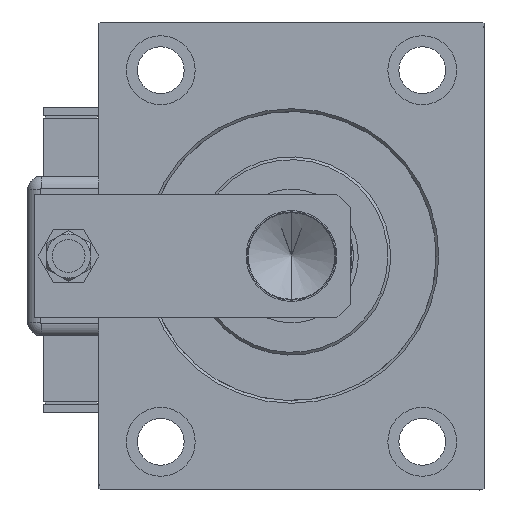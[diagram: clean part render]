
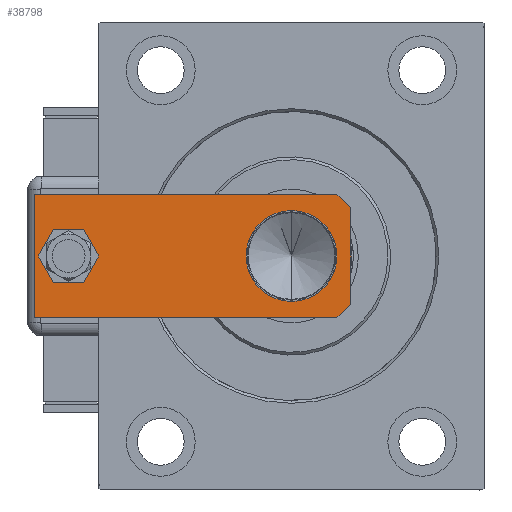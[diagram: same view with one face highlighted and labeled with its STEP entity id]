
A CAD part, left-side view. The second image highlights one B-rep face of the part: STEP entity #38798.
In plain terms, the highlighted face is planar.
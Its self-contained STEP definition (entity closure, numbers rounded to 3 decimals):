
#2572 = CARTESIAN_POINT ( 'NONE',  ( 16.5, 21.5, 0. ) ) ;
#3375 = CARTESIAN_POINT ( 'NONE',  ( 17.5, 0., 0. ) ) ;
#3917 = ORIENTED_EDGE ( 'NONE', *, *, #18403, .T. ) ;
#4096 = AXIS2_PLACEMENT_3D ( 'NONE', #23615, #10591, #29062 ) ;
#5095 = DIRECTION ( 'NONE',  ( 0., -1., 0. ) ) ;
#5695 = CARTESIAN_POINT ( 'NONE',  ( -22.5, 115., 0. ) ) ;
#6739 = ORIENTED_EDGE ( 'NONE', *, *, #22996, .F. ) ;
#6937 = CARTESIAN_POINT ( 'NONE',  ( 22.5, 115., 0. ) ) ;
#8791 = ORIENTED_EDGE ( 'NONE', *, *, #20610, .T. ) ;
#10358 = CARTESIAN_POINT ( 'NONE',  ( 22.5, 5., 0. ) ) ;
#10489 = ORIENTED_EDGE ( 'NONE', *, *, #18354, .T. ) ;
#10591 = DIRECTION ( 'NONE',  ( 0., 0., 1. ) ) ;
#12009 = DIRECTION ( 'NONE',  ( 1., 0., 0. ) ) ;
#12320 = CARTESIAN_POINT ( 'NONE',  ( -22.5, 0., 0. ) ) ;
#12988 = VECTOR ( 'NONE', #27164, 1000. ) ;
#13269 = LINE ( 'NONE', #31742, #18649 ) ;
#15155 = ORIENTED_EDGE ( 'NONE', *, *, #27372, .T. ) ;
#15265 = VERTEX_POINT ( 'NONE', #27054 ) ;
#15933 = CIRCLE ( 'NONE', #20790, 16.5 ) ;
#16004 = CARTESIAN_POINT ( 'NONE',  ( -7., 102.5, 0. ) ) ;
#16581 = LINE ( 'NONE', #21718, #54554 ) ;
#16753 = VECTOR ( 'NONE', #31715, 1000. ) ;
#16789 = VECTOR ( 'NONE', #5095, 1000. ) ;
#17239 = DIRECTION ( 'NONE',  ( 1., 0., 0. ) ) ;
#17818 = CARTESIAN_POINT ( 'NONE',  ( 0., 21.5, 0. ) ) ;
#18354 = EDGE_CURVE ( 'NONE', #37821, #36426, #18608, .T. ) ;
#18387 = ORIENTED_EDGE ( 'NONE', *, *, #49677, .F. ) ;
#18403 = EDGE_CURVE ( 'NONE', #39188, #54908, #25419, .T. ) ;
#18608 = CIRCLE ( 'NONE', #4096, 7. ) ;
#18649 = VECTOR ( 'NONE', #31139, 1000. ) ;
#19349 = CARTESIAN_POINT ( 'NONE',  ( -22.5, 115., 0. ) ) ;
#19394 = EDGE_CURVE ( 'NONE', #41973, #43353, #13269, .T. ) ;
#20142 = ORIENTED_EDGE ( 'NONE', *, *, #19394, .F. ) ;
#20478 = CARTESIAN_POINT ( 'NONE',  ( -22.5, 5., 0. ) ) ;
#20610 = EDGE_CURVE ( 'NONE', #15265, #52354, #41402, .T. ) ;
#20790 = AXIS2_PLACEMENT_3D ( 'NONE', #17818, #35401, #17239 ) ;
#21121 = DIRECTION ( 'NONE',  ( 0., 0., 1. ) ) ;
#21655 = ORIENTED_EDGE ( 'NONE', *, *, #51932, .T. ) ;
#21718 = CARTESIAN_POINT ( 'NONE',  ( 22.5, 5., 0. ) ) ;
#22040 = CARTESIAN_POINT ( 'NONE',  ( 22.5, 115., 0. ) ) ;
#22944 = EDGE_LOOP ( 'NONE', ( #10489, #59671 ) ) ;
#22994 = LINE ( 'NONE', #19349, #16789 ) ;
#22996 = EDGE_CURVE ( 'NONE', #43353, #47628, #50179, .T. ) ;
#23615 = CARTESIAN_POINT ( 'NONE',  ( 0., 102.5, 0. ) ) ;
#23929 = DIRECTION ( 'NONE',  ( 0., 0., 1. ) ) ;
#24471 = FACE_BOUND ( 'NONE', #22944, .T. ) ;
#25254 = CARTESIAN_POINT ( 'NONE',  ( 7., 102.5, 0. ) ) ;
#25419 = CIRCLE ( 'NONE', #54406, 16.5 ) ;
#27054 = CARTESIAN_POINT ( 'NONE',  ( -17.5, 0., 0. ) ) ;
#27164 = DIRECTION ( 'NONE',  ( -1., 0., 0. ) ) ;
#27372 = EDGE_CURVE ( 'NONE', #54908, #39188, #15933, .T. ) ;
#28863 = CIRCLE ( 'NONE', #56920, 7. ) ;
#29062 = DIRECTION ( 'NONE',  ( 1., 0., 0. ) ) ;
#29904 = VECTOR ( 'NONE', #12009, 1000. ) ;
#31139 = DIRECTION ( 'NONE',  ( 0., 1., 0. ) ) ;
#31640 = DIRECTION ( 'NONE',  ( 0., 0., 1. ) ) ;
#31715 = DIRECTION ( 'NONE',  ( -0.707, 0.707, 0. ) ) ;
#31742 = CARTESIAN_POINT ( 'NONE',  ( 22.5, 0., 0. ) ) ;
#32779 = AXIS2_PLACEMENT_3D ( 'NONE', #48379, #21121, #57454 ) ;
#34740 = LINE ( 'NONE', #12320, #29904 ) ;
#35401 = DIRECTION ( 'NONE',  ( 0., 0., 1. ) ) ;
#36426 = VERTEX_POINT ( 'NONE', #25254 ) ;
#36510 = CARTESIAN_POINT ( 'NONE',  ( -16.5, 21.5, 0. ) ) ;
#37113 = EDGE_CURVE ( 'NONE', #36426, #37821, #28863, .T. ) ;
#37821 = VERTEX_POINT ( 'NONE', #16004 ) ;
#38798 = ADVANCED_FACE ( 'NONE', ( #47479, #24471, #52910 ), #43818, .F. ) ;
#38890 = EDGE_CURVE ( 'NONE', #15265, #48500, #34740, .T. ) ;
#39188 = VERTEX_POINT ( 'NONE', #2572 ) ;
#39886 = DIRECTION ( 'NONE',  ( -0.707, -0.707, 0. ) ) ;
#41402 = LINE ( 'NONE', #41699, #16753 ) ;
#41699 = CARTESIAN_POINT ( 'NONE',  ( -17.5, 0., 0. ) ) ;
#41973 = VERTEX_POINT ( 'NONE', #10358 ) ;
#42391 = DIRECTION ( 'NONE',  ( 1., 0., 0. ) ) ;
#42977 = CARTESIAN_POINT ( 'NONE',  ( 0., 21.5, 0. ) ) ;
#43353 = VERTEX_POINT ( 'NONE', #6937 ) ;
#43818 = PLANE ( 'NONE',  #32779 ) ;
#44972 = DIRECTION ( 'NONE',  ( 1., 0., 0. ) ) ;
#45223 = ORIENTED_EDGE ( 'NONE', *, *, #38890, .F. ) ;
#45283 = CARTESIAN_POINT ( 'NONE',  ( 0., 102.5, 0. ) ) ;
#45525 = EDGE_LOOP ( 'NONE', ( #45223, #8791, #18387, #6739, #20142, #21655 ) ) ;
#47479 = FACE_OUTER_BOUND ( 'NONE', #45525, .T. ) ;
#47628 = VERTEX_POINT ( 'NONE', #5695 ) ;
#48379 = CARTESIAN_POINT ( 'NONE',  ( 0., 0., 0. ) ) ;
#48500 = VERTEX_POINT ( 'NONE', #3375 ) ;
#49677 = EDGE_CURVE ( 'NONE', #47628, #52354, #22994, .T. ) ;
#50179 = LINE ( 'NONE', #22040, #12988 ) ;
#51932 = EDGE_CURVE ( 'NONE', #41973, #48500, #16581, .T. ) ;
#52354 = VERTEX_POINT ( 'NONE', #20478 ) ;
#52910 = FACE_BOUND ( 'NONE', #59554, .T. ) ;
#54406 = AXIS2_PLACEMENT_3D ( 'NONE', #42977, #23929, #42391 ) ;
#54554 = VECTOR ( 'NONE', #39886, 1000. ) ;
#54908 = VERTEX_POINT ( 'NONE', #36510 ) ;
#56920 = AXIS2_PLACEMENT_3D ( 'NONE', #45283, #31640, #44972 ) ;
#57454 = DIRECTION ( 'NONE',  ( 1., 0., 0. ) ) ;
#59554 = EDGE_LOOP ( 'NONE', ( #15155, #3917 ) ) ;
#59671 = ORIENTED_EDGE ( 'NONE', *, *, #37113, .T. ) ;
